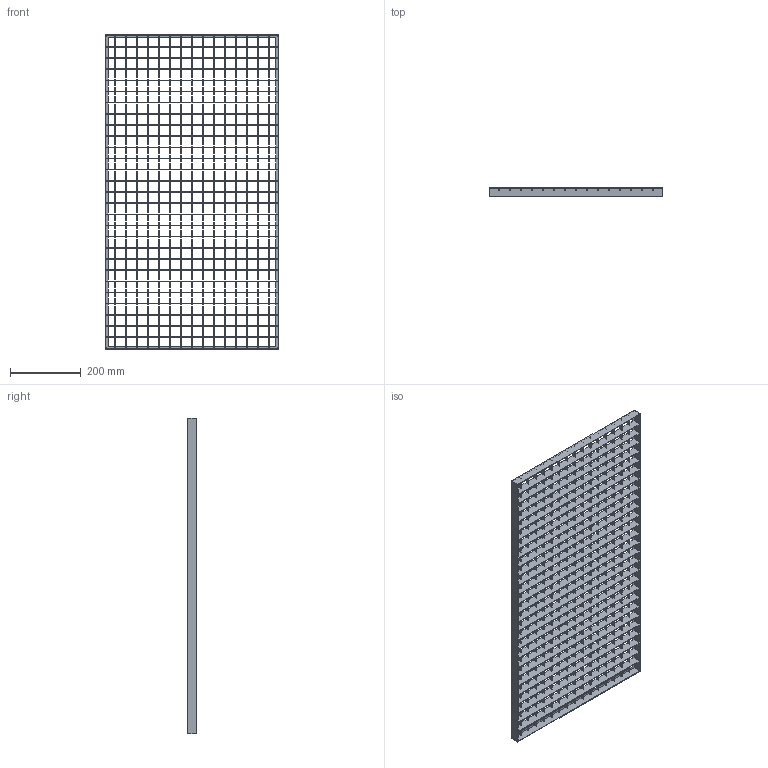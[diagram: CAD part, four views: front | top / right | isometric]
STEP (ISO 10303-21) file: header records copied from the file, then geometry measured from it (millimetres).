
FILE_DESCRIPTION (( 'STEP AP203' ), '1' );
FILE_NAME ('23-49893025-7.step', '2015-08-26T23:00:42', ( '' ), ( '' ), 'SwSTEP 2.0', 'SolidWorks 2015', '' );
FILE_SCHEMA (( 'CONFIG_CONTROL_DESIGN' ));
Products named in the file (1): 23-49893025-7
Bounding box: 490 x 25 x 890 mm (x, y, z)
Volume: 787808 mm3; surface area: 1141860 mm2
Topology: 1 solids, 1 shells, 1556 faces, 5912 edges, 3936 vertices
Faces by surface type: plane 1556
Entity records: 62742 total; most frequent: ORIENTED_EDGE 11824, CARTESIAN_POINT 11420, DIRECTION 9021, EDGE_CURVE 5912, VECTOR 5907, LINE 5907, VERTEX_POINT 3936, EDGE_LOOP 2030
